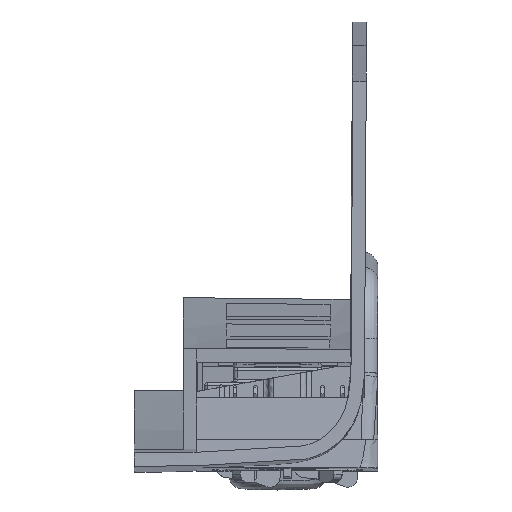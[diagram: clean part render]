
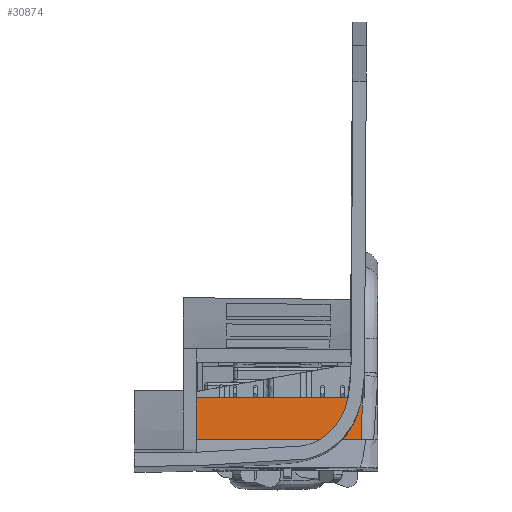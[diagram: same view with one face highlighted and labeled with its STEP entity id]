
A CAD part, top view. The second image highlights one B-rep face of the part: STEP entity #30874.
In plain terms, the highlighted free-form (B-spline) face has degree [1, 1] with [2, 2] control points.
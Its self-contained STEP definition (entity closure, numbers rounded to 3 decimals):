
#24484 = VERTEX_POINT('',#24485);
#24485 = CARTESIAN_POINT('',(6.814,20.004,
    123.767));
#24490 = EDGE_CURVE('',#24484,#24491,#24493,.T.);
#24491 = VERTEX_POINT('',#24492);
#24492 = CARTESIAN_POINT('',(37.214,20.004,
    123.806));
#24493 = B_SPLINE_CURVE_WITH_KNOTS('',1,(#24494,#24495),.UNSPECIFIED.,
  .F.,.F.,(2,2),(-16.159,15.819),
  .PIECEWISE_BEZIER_KNOTS.);
#24494 = CARTESIAN_POINT('',(6.814,20.004,
    123.767));
#24495 = CARTESIAN_POINT('',(37.214,20.004,
    123.806));
#30733 = VERTEX_POINT('',#30734);
#30734 = CARTESIAN_POINT('',(37.07,12.399,
    124.177));
#30777 = EDGE_CURVE('',#30733,#30778,#30780,.T.);
#30778 = VERTEX_POINT('',#30779);
#30779 = CARTESIAN_POINT('',(6.814,12.399,
    124.137));
#30780 = B_SPLINE_CURVE_WITH_KNOTS('',1,(#30781,#30782),.UNSPECIFIED.,
  .F.,.F.,(2,2),(-31.829,-0.002),
  .PIECEWISE_BEZIER_KNOTS.);
#30781 = CARTESIAN_POINT('',(37.07,12.399,
    124.177));
#30782 = CARTESIAN_POINT('',(6.814,12.399,
    124.137));
#30832 = EDGE_CURVE('',#24491,#30733,#30833,.T.);
#30833 = ( BOUNDED_CURVE() B_SPLINE_CURVE(2,(#30834,#30835,#30836),
.UNSPECIFIED.,.F.,.F.) B_SPLINE_CURVE_WITH_KNOTS((3,3),(4.933,
5.396),.PIECEWISE_BEZIER_KNOTS.) CURVE() 
GEOMETRIC_REPRESENTATION_ITEM() RATIONAL_B_SPLINE_CURVE((1.,
0.973,1.)) REPRESENTATION_ITEM('') );
#30834 = CARTESIAN_POINT('',(37.214,20.004,
    123.806));
#30835 = CARTESIAN_POINT('',(37.177,15.766,
    124.013));
#30836 = CARTESIAN_POINT('',(37.07,12.399,
    124.177));
#30874 = ADVANCED_FACE('',(#30875),#30885,.F.);
#30875 = FACE_BOUND('',#30876,.T.);
#30876 = EDGE_LOOP('',(#30877,#30878,#30883,#30884));
#30877 = ORIENTED_EDGE('',*,*,#24490,.F.);
#30878 = ORIENTED_EDGE('',*,*,#30879,.F.);
#30879 = EDGE_CURVE('',#30778,#24484,#30880,.T.);
#30880 = B_SPLINE_CURVE_WITH_KNOTS('',1,(#30881,#30882),.UNSPECIFIED.,
  .F.,.F.,(2,2),(-2.143,5.867),
  .PIECEWISE_BEZIER_KNOTS.);
#30881 = CARTESIAN_POINT('',(6.814,12.399,
    124.137));
#30882 = CARTESIAN_POINT('',(6.814,20.004,
    123.767));
#30883 = ORIENTED_EDGE('',*,*,#30777,.F.);
#30884 = ORIENTED_EDGE('',*,*,#30832,.F.);
#30885 = B_SPLINE_SURFACE_WITH_KNOTS('',1,1,(
    (#30886,#30887)
    ,(#30888,#30889
    )),.UNSPECIFIED.,.F.,.F.,.F.,(2,2),(2,2),(-31.982,
    -0.004),(6.418,14.428),
  .PIECEWISE_BEZIER_KNOTS.);
#30886 = CARTESIAN_POINT('',(37.213,12.399,
    124.177));
#30887 = CARTESIAN_POINT('',(37.214,20.004,
    123.806));
#30888 = CARTESIAN_POINT('',(6.814,12.399,
    124.137));
#30889 = CARTESIAN_POINT('',(6.814,20.004,
    123.767));
